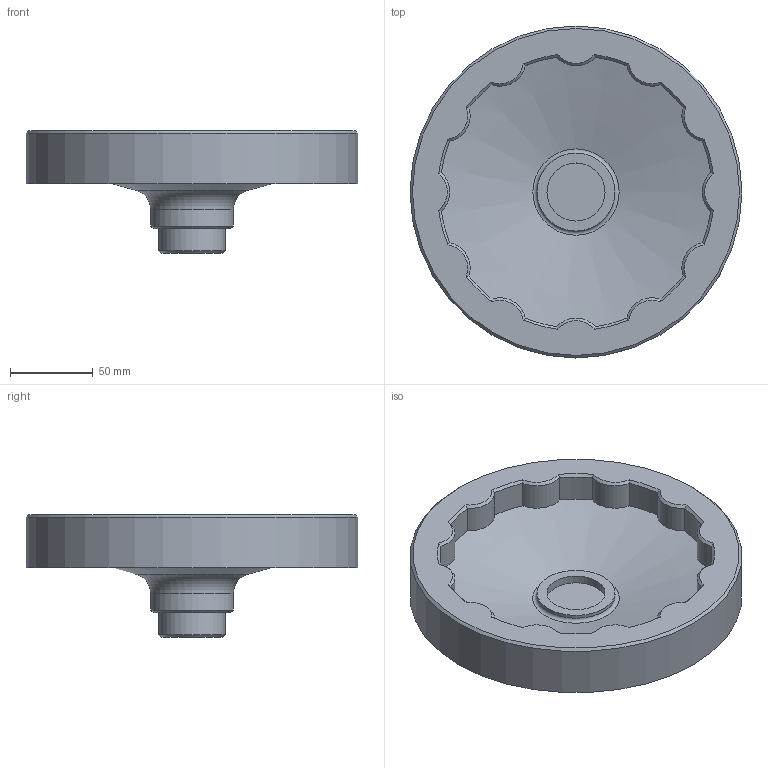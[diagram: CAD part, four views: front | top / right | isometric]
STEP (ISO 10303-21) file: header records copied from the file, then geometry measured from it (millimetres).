
FILE_DESCRIPTION( ( 'Unknown' ), '1' );
FILE_NAME( '6379020_SHA200.stp', 'Unknown', ( 'Unknown' ), ( 'Unknown' ), 'PSStep 11.0', 'Unknown', ' ' );
FILE_SCHEMA( ( 'AUTOMOTIVE_DESIGN { 1 0 10303 214 1 1 1 1 }' ) );
Length unit declared in the file: millimetre
Products named in the file (1): 6379020_SHA200
Bounding box: 200 x 200 x 74 mm (x, y, z)
Volume: 420233.9 mm3; surface area: 136116.5 mm2
Topology: 1 solids, 1 shells, 149 faces, 366 edges, 225 vertices
Faces by surface type: plane 72, cylinder 39, cone 34, torus 3, bspline 1
Full cylindrical faces by diameter (mm): 6 x1, 7 x1, 12 x1, 35 x1, 40 x1, 47 x1, 50 x1, 190 x1, 200 x1
Entity records: 6001 total; most frequent: CARTESIAN_POINT 1330, DIRECTION 782, ORIENTED_EDGE 678, EDGE_CURVE 339, AXIS2_PLACEMENT_3D 326, VERTEX_POINT 218, CIRCLE 177, EDGE_LOOP 174
